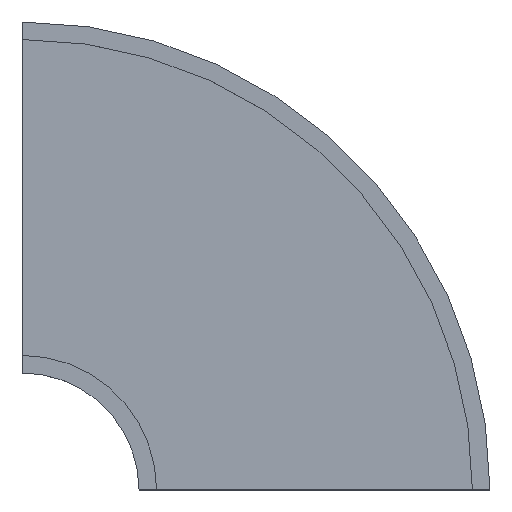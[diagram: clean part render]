
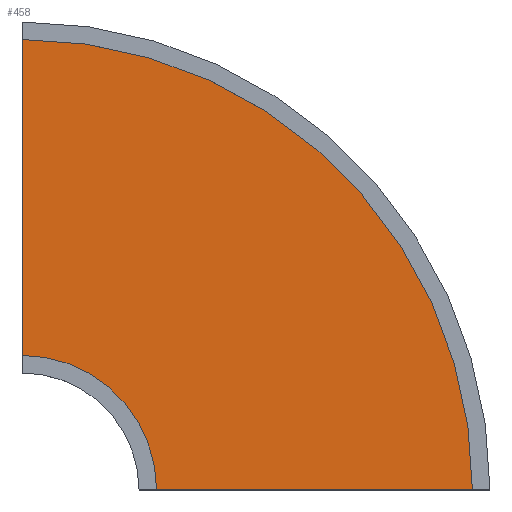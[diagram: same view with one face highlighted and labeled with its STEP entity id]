
A CAD part, top view. The second image highlights one B-rep face of the part: STEP entity #458.
In plain terms, the highlighted planar face has unit normal (0, 0, 1).
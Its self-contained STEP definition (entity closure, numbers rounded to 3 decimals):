
#45=CIRCLE('',#552,400.);
#47=CIRCLE('',#556,100.);
#78=FACE_OUTER_BOUND('',#108,.T.);
#108=EDGE_LOOP('',(#330,#331,#332,#333));
#136=LINE('',#770,#176);
#140=LINE('',#782,#180);
#176=VECTOR('',#613,10.);
#180=VECTOR('',#625,10.);
#216=VERTEX_POINT('',#767);
#217=VERTEX_POINT('',#769);
#219=VERTEX_POINT('',#775);
#221=VERTEX_POINT('',#781);
#256=EDGE_CURVE('',#217,#216,#136,.T.);
#259=EDGE_CURVE('',#219,#217,#45,.T.);
#262=EDGE_CURVE('',#221,#219,#140,.T.);
#265=EDGE_CURVE('',#216,#221,#47,.T.);
#330=ORIENTED_EDGE('',*,*,#265,.T.);
#331=ORIENTED_EDGE('',*,*,#262,.T.);
#332=ORIENTED_EDGE('',*,*,#259,.T.);
#333=ORIENTED_EDGE('',*,*,#256,.T.);
#436=PLANE('',#557);
#458=ADVANCED_FACE('',(#78),#436,.T.);
#552=AXIS2_PLACEMENT_3D('',#776,#619,#620);
#556=AXIS2_PLACEMENT_3D('',#786,#631,#632);
#557=AXIS2_PLACEMENT_3D('',#787,#633,#634);
#613=DIRECTION('',(0.,-1.,0.));
#619=DIRECTION('center_axis',(0.,0.,1.));
#620=DIRECTION('ref_axis',(1.,0.,0.));
#625=DIRECTION('',(1.,0.,0.));
#631=DIRECTION('center_axis',(0.,0.,-1.));
#632=DIRECTION('ref_axis',(1.,0.,0.));
#633=DIRECTION('center_axis',(0.,0.,1.));
#634=DIRECTION('ref_axis',(1.,0.,0.));
#767=CARTESIAN_POINT('',(-400.,100.,20.));
#769=CARTESIAN_POINT('',(-400.,400.,20.));
#770=CARTESIAN_POINT('',(-400.,100.,20.));
#775=CARTESIAN_POINT('',(0.,0.,20.));
#776=CARTESIAN_POINT('Origin',(-400.,0.,20.));
#781=CARTESIAN_POINT('',(-300.,0.,20.));
#782=CARTESIAN_POINT('',(-300.,0.,20.));
#786=CARTESIAN_POINT('Origin',(-400.,0.,20.));
#787=CARTESIAN_POINT('Origin',(-200.,200.,20.));
